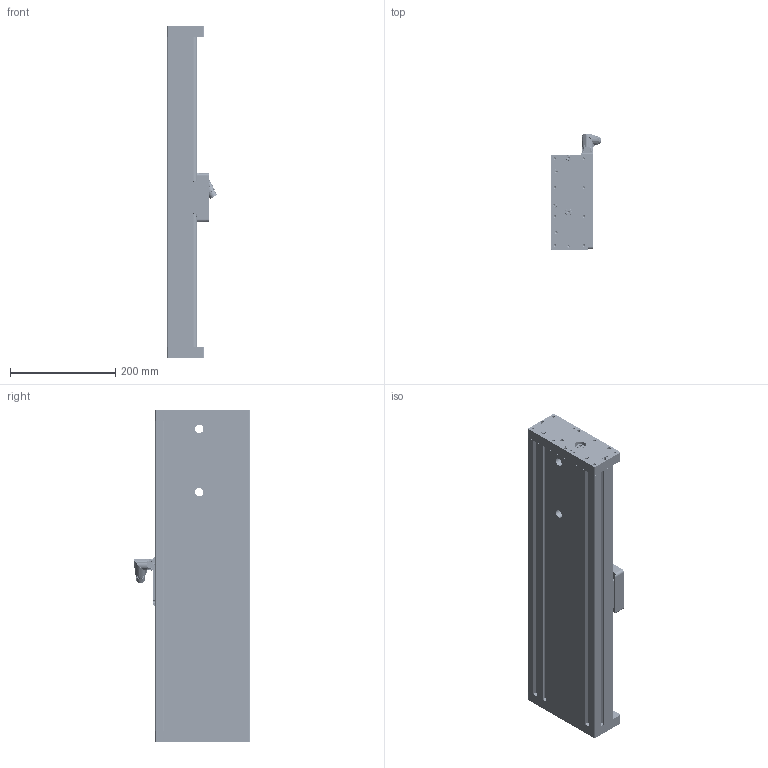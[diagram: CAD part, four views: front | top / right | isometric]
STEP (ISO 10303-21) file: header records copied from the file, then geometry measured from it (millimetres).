
FILE_DESCRIPTION (( 'STEP AP214' ), '1' );
FILE_NAME ('0186-1439_220204_EM01-37-630_495_1CE37Sx60-HP-BE01-MD01-R.STEP', '2022-02-04T15:32:47', ( '' ), ( '' ), 'SwSTEP 2.0', 'SolidWorks 2021', '' );
FILE_SCHEMA (( 'AUTOMOTIVE_DESIGN' ));
Length unit declared in the file: millimetre
Products named in the file (34): 0230-0320_Zyl.-Schr_I-6kt_n-K_M8x25_8.8_v-b; 0150-2189_Hammermutter N8!M4; Stecker_picospox_5_f-litze_Standard F; 0160-0806_Kugelscheibe_M8 x17x 8.4_Stahl; 0186-0331_PS01-37Sx60-L; Kabel_litze E01-37Sx60_R_Rechts; 0150-3128_MC01-Rw!m_FUSS; 112739-7; 0230-0220_zyl.-schr._i-6kt_M6x25_8.8_v-b; 0160-0650_Lins.-Schr_I-6rd_M2.5x6_INOX; 0150-5197_FL01-15x625_FL01-15x625; 0230-0231_Zyl.-Stift_5x20_STAHL-GH; 0150-4722_K05-R!N-0.18-FWK; 0150-3128_MC01-Rw!m_KOPF; 0180-1014_E01k-37S-AH; 0230-0205_zyl.-schr._i-6kt_M5x45_8.8_v-b; Stecker_MiniFit_4p; 0160-3649_EM01-37-Schr-Kit_f〉 EM01-37Sx120F-HP-R-435 (-HD) und EM01-37Sx60-HP-R-495; 0186-0804_PL01-20x605!560-HP-PF_PL01-20x605!560-HP-PF; Baugr12^0186-1621_CE37Sx60-HP-BE01-MD01-R; Motor_Kabel_E01-37SX60; 0186-1745_EM01-37-630; 0160-0073_ES01k-37Sx590_ES01k-37Sx590; Litze37S-links; 0230-0791_Zyl.-schr_i-6kt_M4x18_12.9_schwarz; 0186-1621_CE37Sx60-HP-BE01-MD01-R; 0230-0433_LLTHC 15 U-T0 P5; MC01-Rw!m_fuss_Fuss; 0180-2459_E01k-37Sx60-APFix-W; 0186-1439_220204_EM01-37-630_495_1CE37Sx60-HP-BE01-MD01-R; 0180-0559_PKB01!16,5x4.5 ; 0180-1016_E01k-37S-AV; 0160-0844_Lins.-Schr_I-6rd_M2.5x8_INOX; 0230-0041_zyl.-schr._i-6kt_M4x16_8.8_v-b
Assembly tree (98 placements, depth 6):
  0186-1439_220204_EM01-37-630_495_1CE37Sx60-HP-BE01-MD01-R
    0186-1745_EM01-37-630
      0160-0073_ES01k-37Sx590_ES01k-37Sx590
      0180-1016_E01k-37S-AV
      0180-1014_E01k-37S-AH
      0160-3649_EM01-37-Schr-Kit_f〉 EM01-37Sx120F-HP-R-435 (-HD) und EM01-37Sx60-HP-R-495
        0230-0220_zyl.-schr._i-6kt_M6x25_8.8_v-b  x10
        0230-0320_Zyl.-Schr_I-6kt_n-K_M8x25_8.8_v-b
        0160-0806_Kugelscheibe_M8 x17x 8.4_Stahl  x2
        0230-0231_Zyl.-Stift_5x20_STAHL-GH  x4
      0150-5197_FL01-15x625_FL01-15x625  x2
      0186-0804_PL01-20x605!560-HP-PF_PL01-20x605!560-HP-PF
      0230-0041_zyl.-schr._i-6kt_M4x16_8.8_v-b  x20
      0150-2189_Hammermutter N8!M4  x20
    0186-1621_CE37Sx60-HP-BE01-MD01-R
      Baugr12^0186-1621_CE37Sx60-HP-BE01-MD01-R
        0180-2459_E01k-37Sx60-APFix-W
        0186-0331_PS01-37Sx60-L
        0230-0205_zyl.-schr._i-6kt_M5x45_8.8_v-b  x2
        0150-4722_K05-R!N-0.18-FWK
          0160-0844_Lins.-Schr_I-6rd_M2.5x8_INOX  x4
          Motor_Kabel_E01-37SX60
          0160-0650_Lins.-Schr_I-6rd_M2.5x6_INOX  x2
          0180-0559_PKB01!16,5x4.5 
          Kabel_litze E01-37Sx60_R_Rechts
            Litze37S-links
            Stecker_MiniFit_4p
            Stecker_picospox_5_f-litze_Standard F
          0150-3128_MC01-Rw!m_FUSS
            MC01-Rw!m_fuss_Fuss
          0150-3128_MC01-Rw!m_KOPF
            112739-7
        0230-0433_LLTHC 15 U-T0 P5  x2
        0230-0791_Zyl.-schr_i-6kt_M4x18_12.9_schwarz  x8
Bounding box: 94.85 x 220.16 x 630 mm (x, y, z)
Volume: 3634249.5 mm3; surface area: 941934.1 mm2
Topology: 102 solids, 106 shells, 11585 faces, 29999 edges, 18657 vertices
Faces by surface type: cone 4293, cylinder 3443, plane 2936, bspline 666, torus 242, sphere 5
Entity records: 185199 total; most frequent: CARTESIAN_POINT 62550, ORIENTED_EDGE 23734, DIRECTION 22002, EDGE_CURVE 11867, AXIS2_PLACEMENT_3D 7838, VERTEX_POINT 7555, VECTOR 6326, LINE 6326
